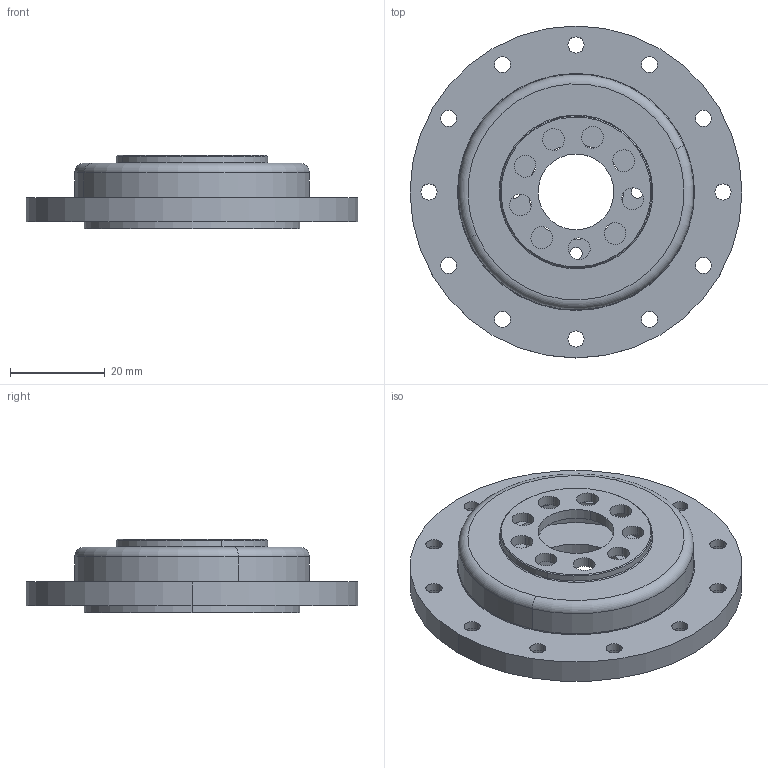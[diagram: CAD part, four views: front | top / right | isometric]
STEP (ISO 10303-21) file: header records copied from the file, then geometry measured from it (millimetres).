
FILE_DESCRIPTION (( 'STEP AP214' ), '1' );
FILE_NAME ('HarmonicGearAssembly.STEP', '2019-05-03T11:15:17', ( '' ), ( '' ), 'SwSTEP 2.0', 'SolidWorks 2018', '' );
FILE_SCHEMA (( 'AUTOMOTIVE_DESIGN' ));
Length unit declared in the file: millimetre
Products named in the file (5): FlexSpline; CircularSpline; Bearing; WaveGenerator; HarmonicGearAssembly
Assembly tree (4 placements, depth 2):
  HarmonicGearAssembly
    CircularSpline
    FlexSpline
    Bearing
    WaveGenerator
Bounding box: 70 x 70 x 15.5 mm (x, y, z)
Volume: 19678.9 mm3; surface area: 20952.2 mm2
Topology: 4 solids, 4 shells, 158 faces, 366 edges, 238 vertices
Faces by surface type: cylinder 114, plane 30, torus 10, cone 4
Entity records: 4928 total; most frequent: DIRECTION 944, CARTESIAN_POINT 769, ORIENTED_EDGE 732, AXIS2_PLACEMENT_3D 413, EDGE_CURVE 366, CIRCLE 248, VERTEX_POINT 238, EDGE_LOOP 238
